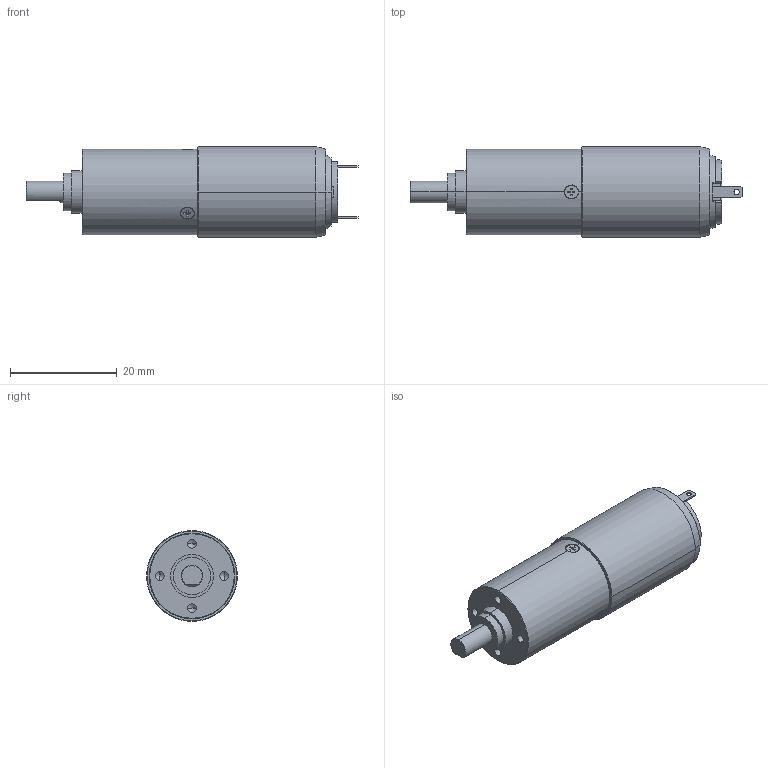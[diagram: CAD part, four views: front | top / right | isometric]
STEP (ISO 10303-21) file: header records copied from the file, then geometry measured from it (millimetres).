
FILE_DESCRIPTION((''),'2;1');
FILE_NAME('4696320000874_SW0001','2023-05-05T11:17:52',('BU5.RD'),(''),'CREO PARAMETRIC BY PTC INC, 2018100','CREO PARAMETRIC BY PTC INC, 2018100','');
FILE_SCHEMA(('CONFIG_CONTROL_DESIGN'));
Length unit declared in the file: millimetre
Products named in the file (1): 4696320000874_SW0001
Bounding box: 62.1 x 17 x 17 mm (x, y, z)
Volume: 10234.4 mm3; surface area: 3209.8 mm2
Topology: 1 solids, 2 shells, 237 faces, 609 edges, 388 vertices
Faces by surface type: plane 121, cylinder 75, cone 37, torus 4
Entity records: 7662 total; most frequent: CARTESIAN_POINT 1880, ORIENTED_EDGE 1202, DIRECTION 1172, EDGE_CURVE 601, AXIS2_PLACEMENT_3D 402, VERTEX_POINT 388, VECTOR 368, LINE 368
